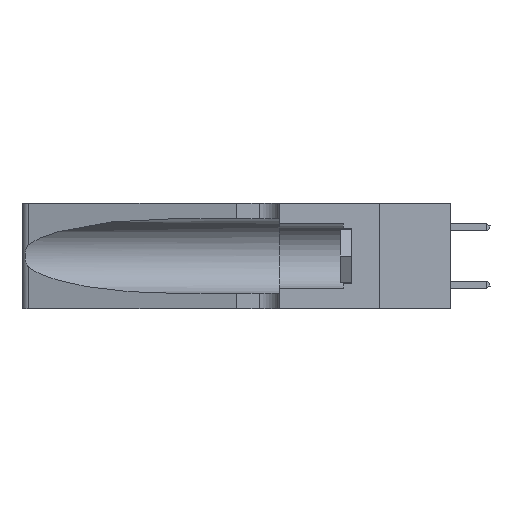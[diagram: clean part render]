
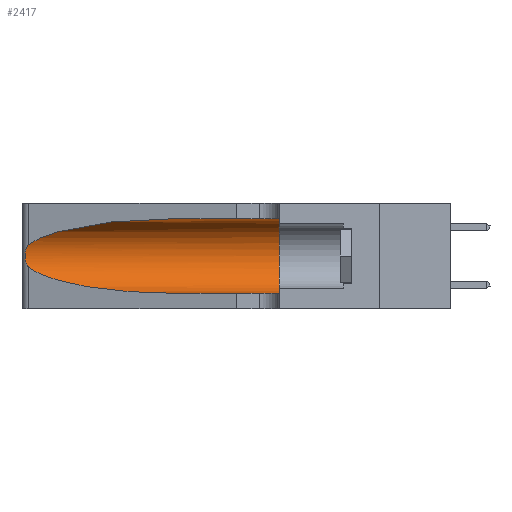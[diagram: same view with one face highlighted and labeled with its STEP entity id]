
A CAD part, left-side view. The second image highlights one B-rep face of the part: STEP entity #2417.
In plain terms, the highlighted cylindrical face has radius 3.308 mm (diameter 6.617 mm), a partial arc.
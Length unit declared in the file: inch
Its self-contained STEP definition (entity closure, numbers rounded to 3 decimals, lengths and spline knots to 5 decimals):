
#488 = LINE ( 'NONE', #3187, #5743 ) ;
#788 = CARTESIAN_POINT ( 'NONE',  ( 0.25856, 1.23593, 0.16098 ) ) ;
#955 = CARTESIAN_POINT ( 'NONE',  ( 0.25639, 1.23184, 0.21858 ) ) ;
#1316 = CARTESIAN_POINT ( 'NONE',  ( 0.2373, 1.15595, 0.28018 ) ) ;
#1843 = CARTESIAN_POINT ( 'NONE',  ( 0.1305, 1.61858, 0.185 ) ) ;
#2050 = VERTEX_POINT ( 'NONE', #13193 ) ;
#2275 = CIRCLE ( 'NONE', #11018, 0.13025 ) ;
#2417 = ADVANCED_FACE ( 'NONE', ( #8543 ), #5768, .F. ) ;
#2653 = ORIENTED_EDGE ( 'NONE', *, *, #10393, .F. ) ;
#2693 = CARTESIAN_POINT ( 'NONE',  ( 0.25487, 1.22718, 0.22369 ) ) ;
#3043 = EDGE_CURVE ( 'NONE', #4915, #20203, #488, .T. ) ;
#3187 = CARTESIAN_POINT ( 'NONE',  ( 0.1305, 1.61858, 0.31525 ) ) ;
#3191 = ORIENTED_EDGE ( 'NONE', *, *, #15009, .T. ) ;
#3613 = DIRECTION ( 'NONE',  ( 0., -1., 0. ) ) ;
#4116 = CARTESIAN_POINT ( 'NONE',  ( 0.26018, 1.23835, 0.19895 ) ) ;
#4863 = CARTESIAN_POINT ( 'NONE',  ( 0.25487, 1.22718, 0.22369 ) ) ;
#4915 = VERTEX_POINT ( 'NONE', #15927 ) ;
#5743 = VECTOR ( 'NONE', #10737, 39.37008 ) ;
#5768 = CYLINDRICAL_SURFACE ( 'NONE', #21397, 0.13025 ) ;
#5865 = ORIENTED_EDGE ( 'NONE', *, *, #3043, .F. ) ;
#6877 = DIRECTION ( 'NONE',  ( 0., 0., -1. ) ) ;
#7696 = CARTESIAN_POINT ( 'NONE',  ( 0.25487, 1.22718, 0.22369 ) ) ;
#7750 = CARTESIAN_POINT ( 'NONE',  ( 0.25555, 1.22994, 0.2215 ) ) ;
#7982 = CARTESIAN_POINT ( 'NONE',  ( 0.26075, 1.23896, 0.19203 ) ) ;
#8182 =( BOUNDED_CURVE ( )  B_SPLINE_CURVE ( 3, ( #12800, #15742, #17557, #22804 ),
 .UNSPECIFIED., .F., .T. ) 
 B_SPLINE_CURVE_WITH_KNOTS ( ( 4, 4 ),
 ( 3.44316, 4.71239 ),
 .UNSPECIFIED. ) 
 CURVE ( )  GEOMETRIC_REPRESENTATION_ITEM ( )  RATIONAL_B_SPLINE_CURVE ( ( 1., 0.87, 0.87, 1. ) ) 
 REPRESENTATION_ITEM ( '' )  );
#8543 = FACE_OUTER_BOUND ( 'NONE', #19277, .T. ) ;
#9482 = EDGE_CURVE ( 'NONE', #2050, #13866, #13873, .T. ) ;
#10232 = ORIENTED_EDGE ( 'NONE', *, *, #9482, .T. ) ;
#10272 = DIRECTION ( 'NONE',  ( 0., -1., 0. ) ) ;
#10393 = EDGE_CURVE ( 'NONE', #20203, #13866, #2275, .T. ) ;
#10737 = DIRECTION ( 'NONE',  ( 0., -1., 0. ) ) ;
#11018 = AXIS2_PLACEMENT_3D ( 'NONE', #18571, #11511, #13299 ) ;
#11043 = CARTESIAN_POINT ( 'NONE',  ( 0.1305, 0.35, 0.05475 ) ) ;
#11266 = CARTESIAN_POINT ( 'NONE',  ( 0.25555, 1.22993, 0.14849 ) ) ;
#11504 = CARTESIAN_POINT ( 'NONE',  ( 0.25639, 1.23186, 0.15144 ) ) ;
#11511 = DIRECTION ( 'NONE',  ( 0., 1., 0. ) ) ;
#11818 = CARTESIAN_POINT ( 'NONE',  ( 0.25487, 1.22718, 0.14631 ) ) ;
#12118 = EDGE_CURVE ( 'NONE', #15535, #2050, #8182, .T. ) ;
#12800 = CARTESIAN_POINT ( 'NONE',  ( 0.25487, 1.22718, 0.14631 ) ) ;
#13193 = CARTESIAN_POINT ( 'NONE',  ( 0.1305, 0.72297, 0.05475 ) ) ;
#13299 = DIRECTION ( 'NONE',  ( 0., 0., 1. ) ) ;
#13377 = CARTESIAN_POINT ( 'NONE',  ( 0.1305, 0.35, 0.31525 ) ) ;
#13866 = VERTEX_POINT ( 'NONE', #11043 ) ;
#13873 = LINE ( 'NONE', #20847, #14428 ) ;
#14428 = VECTOR ( 'NONE', #10272, 39.37008 ) ;
#14998 = CARTESIAN_POINT ( 'NONE',  ( 0.25787, 1.23484, 0.2124 ) ) ;
#15009 = EDGE_CURVE ( 'NONE', #4915, #16789, #18479, .T. ) ;
#15535 = VERTEX_POINT ( 'NONE', #11818 ) ;
#15742 = CARTESIAN_POINT ( 'NONE',  ( 0.2373, 1.15595, 0.08982 ) ) ;
#15927 = CARTESIAN_POINT ( 'NONE',  ( 0.1305, 0.72297, 0.31525 ) ) ;
#15957 = EDGE_CURVE ( 'NONE', #16789, #15535, #20840, .T. ) ;
#16474 = CARTESIAN_POINT ( 'NONE',  ( 0.26017, 1.23833, 0.17102 ) ) ;
#16789 = VERTEX_POINT ( 'NONE', #7696 ) ;
#17062 = CARTESIAN_POINT ( 'NONE',  ( 0.1305, 0.72297, 0.31525 ) ) ;
#17557 = CARTESIAN_POINT ( 'NONE',  ( 0.18966, 0.96281, 0.05475 ) ) ;
#18084 = ORIENTED_EDGE ( 'NONE', *, *, #12118, .T. ) ;
#18254 = CARTESIAN_POINT ( 'NONE',  ( 0.25789, 1.23486, 0.15765 ) ) ;
#18479 =( BOUNDED_CURVE ( )  B_SPLINE_CURVE ( 3, ( #17062, #20793, #1316, #4863 ),
 .UNSPECIFIED., .F., .T. ) 
 B_SPLINE_CURVE_WITH_KNOTS ( ( 4, 4 ),
 ( 1.5708, 2.84003 ),
 .UNSPECIFIED. ) 
 CURVE ( )  GEOMETRIC_REPRESENTATION_ITEM ( )  RATIONAL_B_SPLINE_CURVE ( ( 1., 0.87, 0.87, 1. ) ) 
 REPRESENTATION_ITEM ( '' )  );
#18562 = CARTESIAN_POINT ( 'NONE',  ( 0.25854, 1.2359, 0.20912 ) ) ;
#18571 = CARTESIAN_POINT ( 'NONE',  ( 0.1305, 0.35, 0.185 ) ) ;
#19277 = EDGE_LOOP ( 'NONE', ( #3191, #19905, #18084, #10232, #2653, #5865 ) ) ;
#19905 = ORIENTED_EDGE ( 'NONE', *, *, #15957, .T. ) ;
#20203 = VERTEX_POINT ( 'NONE', #13377 ) ;
#20303 = CARTESIAN_POINT ( 'NONE',  ( 0.26075, 1.23896, 0.178 ) ) ;
#20793 = CARTESIAN_POINT ( 'NONE',  ( 0.18966, 0.96281, 0.31525 ) ) ;
#20840 = B_SPLINE_CURVE_WITH_KNOTS ( 'NONE', 3,
 ( #2693, #7750, #955, #14998, #18562, #4116, #7982, #20303, #16474, #788, #18254, #11504, #11266, #21763 ),
 .UNSPECIFIED., .F., .F.,
 ( 4, 2, 2, 2, 2, 2, 4 ),
 ( 0., 0.00027, 0.00053, 0.00107, 0.0016, 0.00187, 0.00214 ),
 .UNSPECIFIED. ) ;
#20847 = CARTESIAN_POINT ( 'NONE',  ( 0.1305, 1.61858, 0.05475 ) ) ;
#21397 = AXIS2_PLACEMENT_3D ( 'NONE', #1843, #3613, #6877 ) ;
#21763 = CARTESIAN_POINT ( 'NONE',  ( 0.25487, 1.22718, 0.14631 ) ) ;
#22804 = CARTESIAN_POINT ( 'NONE',  ( 0.1305, 0.72297, 0.05475 ) ) ;
